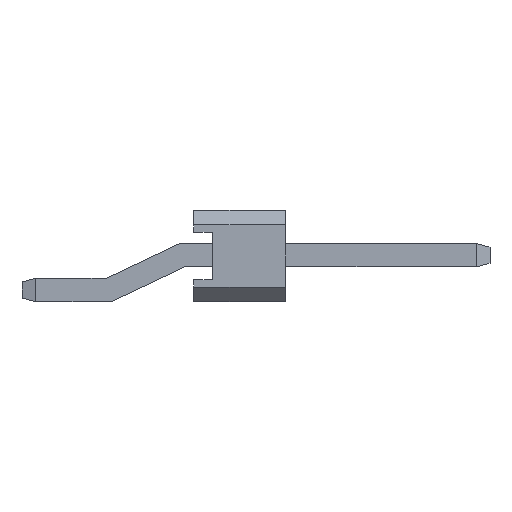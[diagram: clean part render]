
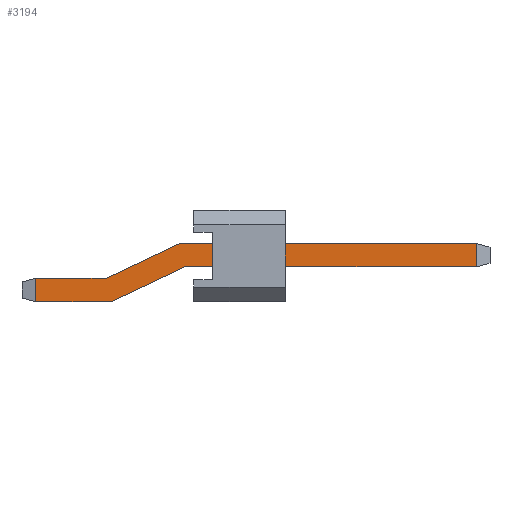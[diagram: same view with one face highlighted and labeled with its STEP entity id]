
A CAD part, front view. The second image highlights one B-rep face of the part: STEP entity #3194.
In plain terms, the highlighted planar face has unit normal (0, -1, 0).
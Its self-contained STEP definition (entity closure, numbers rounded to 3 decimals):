
#50=FACE_OUTER_BOUND('',#242,.T.);
#242=EDGE_LOOP('',(#2133,#2134,#2135,#2136,#2137,#2138,#2139,#2140));
#431=LINE('',#4455,#887);
#440=LINE('',#4473,#896);
#450=LINE('',#4493,#906);
#453=LINE('',#4499,#909);
#455=LINE('',#4504,#911);
#456=LINE('',#4505,#912);
#457=LINE('',#4507,#913);
#458=LINE('',#4508,#914);
#887=VECTOR('',#3610,10.);
#896=VECTOR('',#3623,10.);
#906=VECTOR('',#3641,10.);
#909=VECTOR('',#3648,10.);
#911=VECTOR('',#3654,10.);
#912=VECTOR('',#3655,10.);
#913=VECTOR('',#3656,10.);
#914=VECTOR('',#3657,10.);
#1334=VERTEX_POINT('',#4435);
#1337=VERTEX_POINT('',#4443);
#1347=VERTEX_POINT('',#4472);
#1348=VERTEX_POINT('',#4477);
#1353=VERTEX_POINT('',#4488);
#1354=VERTEX_POINT('',#4498);
#1355=VERTEX_POINT('',#4503);
#1356=VERTEX_POINT('',#4506);
#1631=EDGE_CURVE('',#1334,#1337,#431,.T.);
#1640=EDGE_CURVE('',#1347,#1337,#440,.T.);
#1650=EDGE_CURVE('',#1348,#1353,#450,.T.);
#1653=EDGE_CURVE('',#1354,#1353,#453,.T.);
#1655=EDGE_CURVE('',#1334,#1355,#455,.T.);
#1656=EDGE_CURVE('',#1355,#1354,#456,.T.);
#1657=EDGE_CURVE('',#1348,#1356,#457,.T.);
#1658=EDGE_CURVE('',#1356,#1347,#458,.T.);
#2133=ORIENTED_EDGE('',*,*,#1631,.F.);
#2134=ORIENTED_EDGE('',*,*,#1655,.T.);
#2135=ORIENTED_EDGE('',*,*,#1656,.T.);
#2136=ORIENTED_EDGE('',*,*,#1653,.T.);
#2137=ORIENTED_EDGE('',*,*,#1650,.F.);
#2138=ORIENTED_EDGE('',*,*,#1657,.T.);
#2139=ORIENTED_EDGE('',*,*,#1658,.T.);
#2140=ORIENTED_EDGE('',*,*,#1640,.T.);
#3002=PLANE('',#3411);
#3194=ADVANCED_FACE('',(#50),#3002,.T.);
#3411=AXIS2_PLACEMENT_3D('',#4502,#3652,#3653);
#3610=DIRECTION('',(0.,0.,1.));
#3623=DIRECTION('',(-1.,0.,0.));
#3641=DIRECTION('',(0.,0.,-1.));
#3648=DIRECTION('',(1.,0.,0.));
#3652=DIRECTION('center_axis',(0.,-1.,0.));
#3653=DIRECTION('ref_axis',(0.,0.,-1.));
#3654=DIRECTION('',(1.,0.,0.));
#3655=DIRECTION('',(0.903,0.,0.429));
#3656=DIRECTION('',(-1.,0.,0.));
#3657=DIRECTION('',(-0.903,0.,-0.429));
#4435=CARTESIAN_POINT('',(0.373,-0.32,0.));
#4443=CARTESIAN_POINT('',(0.373,-0.32,0.64));
#4455=CARTESIAN_POINT('',(0.373,-0.32,0.398));
#4472=CARTESIAN_POINT('',(2.3,-0.32,0.64));
#4473=CARTESIAN_POINT('',(0.,-0.32,0.64));
#4477=CARTESIAN_POINT('',(12.427,-0.32,1.59));
#4488=CARTESIAN_POINT('',(12.427,-0.32,0.95));
#4493=CARTESIAN_POINT('',(12.427,-0.32,1.193));
#4498=CARTESIAN_POINT('',(4.444,-0.32,0.95));
#4499=CARTESIAN_POINT('',(4.444,-0.32,0.95));
#4502=CARTESIAN_POINT('Origin',(6.4,-0.32,0.795));
#4503=CARTESIAN_POINT('',(2.444,-0.32,0.));
#4504=CARTESIAN_POINT('',(0.,-0.32,0.));
#4505=CARTESIAN_POINT('',(2.444,-0.32,0.));
#4506=CARTESIAN_POINT('',(4.3,-0.32,1.59));
#4507=CARTESIAN_POINT('',(4.3,-0.32,1.59));
#4508=CARTESIAN_POINT('',(2.3,-0.32,0.64));
